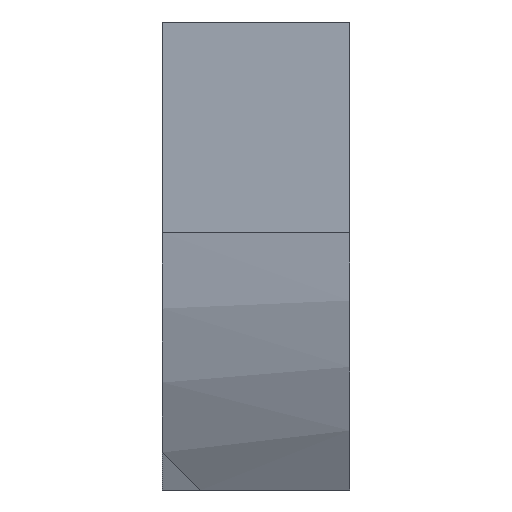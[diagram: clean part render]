
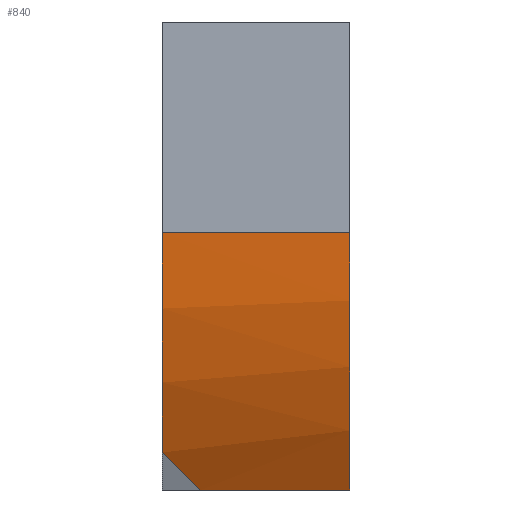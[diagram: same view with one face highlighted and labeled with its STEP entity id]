
A CAD part, left-side view. The second image highlights one B-rep face of the part: STEP entity #840.
In plain terms, the highlighted cylindrical face has radius 20 mm (diameter 40 mm), a partial arc.
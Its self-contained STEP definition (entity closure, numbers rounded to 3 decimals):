
#22 = CARTESIAN_POINT ( 'NONE',  ( -14.905, 8., -8.397 ) ) ;
#49 = VECTOR ( 'NONE', #399, 1000. ) ;
#89 = ORIENTED_EDGE ( 'NONE', *, *, #544, .T. ) ;
#93 = CARTESIAN_POINT ( 'NONE',  ( -14.905, 8., -8.397 ) ) ;
#143 = CIRCLE ( 'NONE', #2810, 20. ) ;
#168 = LINE ( 'NONE', #466, #1968 ) ;
#235 = LINE ( 'NONE', #1619, #49 ) ;
#264 = VERTEX_POINT ( 'NONE', #2377 ) ;
#353 = EDGE_CURVE ( 'NONE', #264, #2409, #168, .T. ) ;
#399 = DIRECTION ( 'NONE',  ( 0., -1., 0. ) ) ;
#466 = CARTESIAN_POINT ( 'NONE',  ( -13.953, 8., -10. ) ) ;
#538 = DIRECTION ( 'NONE',  ( 0., 1., 0. ) ) ;
#544 = EDGE_CURVE ( 'NONE', #1955, #264, #1254, .T. ) ;
#840 = ADVANCED_FACE ( 'NONE', ( #2070 ), #1854, .T. ) ;
#1000 = DIRECTION ( 'NONE',  ( 0., 0., -1. ) ) ;
#1042 = ORIENTED_EDGE ( 'NONE', *, *, #353, .T. ) ;
#1098 = CARTESIAN_POINT ( 'NONE',  ( 2.75, 8., 1. ) ) ;
#1115 = VERTEX_POINT ( 'NONE', #1864 ) ;
#1124 = VERTEX_POINT ( 'NONE', #2787 ) ;
#1180 = DIRECTION ( 'NONE',  ( 0., 0., -1. ) ) ;
#1247 = CARTESIAN_POINT ( 'NONE',  ( 2.75, 0., 1. ) ) ;
#1254 =( BOUNDED_CURVE ( )  B_SPLINE_CURVE ( 3, ( #22, #1712, #1692, #1907 ),
 .UNSPECIFIED., .F., .F. ) 
 B_SPLINE_CURVE_WITH_KNOTS ( ( 4, 4 ),
 ( 3.631, 3.724 ),
 .UNSPECIFIED. ) 
 CURVE ( )  GEOMETRIC_REPRESENTATION_ITEM ( )  RATIONAL_B_SPLINE_CURVE ( ( 1., 0.999, 0.999, 1. ) ) 
 REPRESENTATION_ITEM ( '' )  );
#1257 = AXIS2_PLACEMENT_3D ( 'NONE', #1098, #1789, #2280 ) ;
#1307 = CARTESIAN_POINT ( 'NONE',  ( -13.953, 0., -10. ) ) ;
#1474 = CARTESIAN_POINT ( 'NONE',  ( 2.75, 8., 1. ) ) ;
#1519 = ORIENTED_EDGE ( 'NONE', *, *, #2908, .T. ) ;
#1619 = CARTESIAN_POINT ( 'NONE',  ( -17.25, 8., 1. ) ) ;
#1692 = CARTESIAN_POINT ( 'NONE',  ( -14.295, 6.944, -9.481 ) ) ;
#1712 = CARTESIAN_POINT ( 'NONE',  ( -14.613, 7.494, -8.946 ) ) ;
#1777 = EDGE_CURVE ( 'NONE', #1124, #1115, #235, .T. ) ;
#1788 = ORIENTED_EDGE ( 'NONE', *, *, #1777, .F. ) ;
#1789 = DIRECTION ( 'NONE',  ( 0., -1., 0. ) ) ;
#1845 = CIRCLE ( 'NONE', #2267, 20. ) ;
#1854 = CYLINDRICAL_SURFACE ( 'NONE', #1257, 20. ) ;
#1864 = CARTESIAN_POINT ( 'NONE',  ( -17.25, 0., 1. ) ) ;
#1907 = CARTESIAN_POINT ( 'NONE',  ( -13.953, 6.352, -10. ) ) ;
#1955 = VERTEX_POINT ( 'NONE', #93 ) ;
#1968 = VECTOR ( 'NONE', #2075, 1000. ) ;
#1997 = EDGE_CURVE ( 'NONE', #1955, #1124, #143, .T. ) ;
#1999 = ORIENTED_EDGE ( 'NONE', *, *, #1997, .F. ) ;
#2070 = FACE_OUTER_BOUND ( 'NONE', #2325, .T. ) ;
#2075 = DIRECTION ( 'NONE',  ( 0., -1., 0. ) ) ;
#2267 = AXIS2_PLACEMENT_3D ( 'NONE', #1247, #538, #1000 ) ;
#2280 = DIRECTION ( 'NONE',  ( 0., 0., -1. ) ) ;
#2325 = EDGE_LOOP ( 'NONE', ( #1999, #89, #1042, #1519, #1788 ) ) ;
#2377 = CARTESIAN_POINT ( 'NONE',  ( -13.953, 6.352, -10. ) ) ;
#2409 = VERTEX_POINT ( 'NONE', #1307 ) ;
#2778 = DIRECTION ( 'NONE',  ( 0., 1., 0. ) ) ;
#2787 = CARTESIAN_POINT ( 'NONE',  ( -17.25, 8., 1. ) ) ;
#2810 = AXIS2_PLACEMENT_3D ( 'NONE', #1474, #2778, #1180 ) ;
#2908 = EDGE_CURVE ( 'NONE', #2409, #1115, #1845, .T. ) ;
